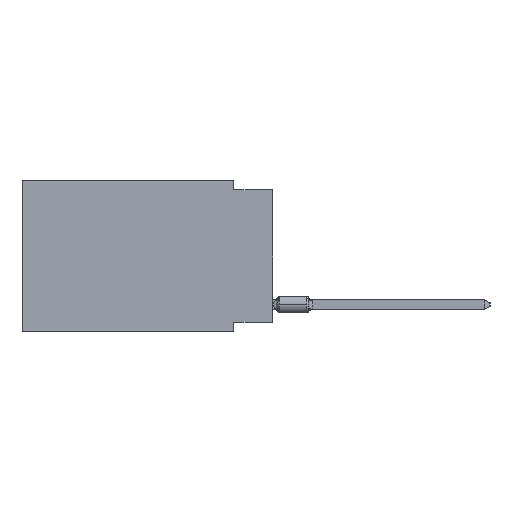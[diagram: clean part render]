
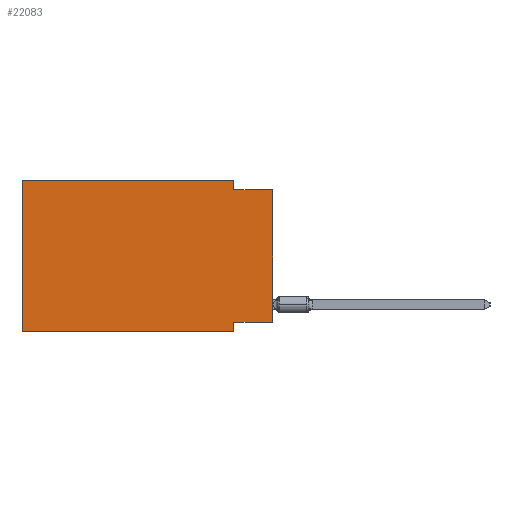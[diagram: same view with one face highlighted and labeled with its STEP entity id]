
A CAD part, left-side view. The second image highlights one B-rep face of the part: STEP entity #22083.
In plain terms, the highlighted planar face has unit normal (-1, 0, 0).
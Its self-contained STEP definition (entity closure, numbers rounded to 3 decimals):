
#173 = EDGE_CURVE ( 'NONE', #48956, #43254, #27650, .T. ) ;
#1200 = EDGE_CURVE ( 'NONE', #42785, #48956, #20356, .T. ) ;
#2240 = DIRECTION ( 'NONE',  ( 0., 0., 1. ) ) ;
#2749 = EDGE_CURVE ( 'NONE', #33413, #33494, #49440, .T. ) ;
#3703 = VECTOR ( 'NONE', #18904, 1000. ) ;
#5050 = CARTESIAN_POINT ( 'NONE',  ( 0., 16.383, 0. ) ) ;
#5853 = CARTESIAN_POINT ( 'NONE',  ( 0., 2.54, -0.635 ) ) ;
#6810 = EDGE_CURVE ( 'NONE', #33413, #51860, #46274, .T. ) ;
#7584 = VECTOR ( 'NONE', #53362, 1000. ) ;
#8572 = CARTESIAN_POINT ( 'NONE',  ( 0., 0., -9.271 ) ) ;
#10655 = EDGE_LOOP ( 'NONE', ( #52146, #38724, #22567, #45767, #26608, #47140, #20070, #39106 ) ) ;
#12367 = FACE_OUTER_BOUND ( 'NONE', #10655, .T. ) ;
#13895 = CARTESIAN_POINT ( 'NONE',  ( 0., 0., -0.635 ) ) ;
#15557 = DIRECTION ( 'NONE',  ( 0., 0., 1. ) ) ;
#15630 = CARTESIAN_POINT ( 'NONE',  ( 0., 16.383, 0. ) ) ;
#15921 = CARTESIAN_POINT ( 'NONE',  ( 0., 16.383, 0. ) ) ;
#16776 = DIRECTION ( 'NONE',  ( 0., 0., -1. ) ) ;
#16831 = DIRECTION ( 'NONE',  ( 1., 0., 0. ) ) ;
#18904 = DIRECTION ( 'NONE',  ( 0., -1., 0. ) ) ;
#19244 = CARTESIAN_POINT ( 'NONE',  ( 0., 0., -9.271 ) ) ;
#19514 = EDGE_CURVE ( 'NONE', #43254, #39446, #27466, .T. ) ;
#19626 = EDGE_CURVE ( 'NONE', #33494, #22486, #33512, .T. ) ;
#20070 = ORIENTED_EDGE ( 'NONE', *, *, #19626, .F. ) ;
#20113 = CARTESIAN_POINT ( 'NONE',  ( 0., 2.54, 0. ) ) ;
#20356 = LINE ( 'NONE', #15630, #36245 ) ;
#21403 = CARTESIAN_POINT ( 'NONE',  ( 0., 2.54, -9.271 ) ) ;
#22083 = ADVANCED_FACE ( 'NONE', ( #12367 ), #29923, .F. ) ;
#22486 = VERTEX_POINT ( 'NONE', #25401 ) ;
#22567 = ORIENTED_EDGE ( 'NONE', *, *, #19514, .F. ) ;
#24630 = CARTESIAN_POINT ( 'NONE',  ( 0., 16.383, 0. ) ) ;
#24986 = CARTESIAN_POINT ( 'NONE',  ( 0., 0., -0.635 ) ) ;
#25401 = CARTESIAN_POINT ( 'NONE',  ( 0., 2.54, -9.906 ) ) ;
#26137 = EDGE_CURVE ( 'NONE', #42785, #22486, #48384, .T. ) ;
#26608 = ORIENTED_EDGE ( 'NONE', *, *, #1200, .F. ) ;
#26842 = CARTESIAN_POINT ( 'NONE',  ( 0., 16.383, -9.906 ) ) ;
#27466 = LINE ( 'NONE', #20113, #27670 ) ;
#27650 = LINE ( 'NONE', #15921, #45020 ) ;
#27670 = VECTOR ( 'NONE', #48720, 1000. ) ;
#29382 = DIRECTION ( 'NONE',  ( 0., 0., -1. ) ) ;
#29923 = PLANE ( 'NONE',  #48878 ) ;
#31459 = LINE ( 'NONE', #13895, #3703 ) ;
#32737 = VECTOR ( 'NONE', #52285, 1000. ) ;
#33403 = CARTESIAN_POINT ( 'NONE',  ( 0., 0., 0. ) ) ;
#33413 = VERTEX_POINT ( 'NONE', #8572 ) ;
#33494 = VERTEX_POINT ( 'NONE', #21403 ) ;
#33512 = LINE ( 'NONE', #46108, #54524 ) ;
#35655 = CARTESIAN_POINT ( 'NONE',  ( 0., 16.383, -9.906 ) ) ;
#36245 = VECTOR ( 'NONE', #2240, 1000. ) ;
#38724 = ORIENTED_EDGE ( 'NONE', *, *, #48277, .F. ) ;
#39106 = ORIENTED_EDGE ( 'NONE', *, *, #2749, .F. ) ;
#39446 = VERTEX_POINT ( 'NONE', #5853 ) ;
#41050 = DIRECTION ( 'NONE',  ( 0., -1., 0. ) ) ;
#42785 = VERTEX_POINT ( 'NONE', #35655 ) ;
#43254 = VERTEX_POINT ( 'NONE', #44763 ) ;
#44763 = CARTESIAN_POINT ( 'NONE',  ( 0., 2.54, 0. ) ) ;
#45020 = VECTOR ( 'NONE', #41050, 1000. ) ;
#45767 = ORIENTED_EDGE ( 'NONE', *, *, #173, .F. ) ;
#46108 = CARTESIAN_POINT ( 'NONE',  ( 0., 2.54, -9.906 ) ) ;
#46274 = LINE ( 'NONE', #33403, #48987 ) ;
#47140 = ORIENTED_EDGE ( 'NONE', *, *, #26137, .T. ) ;
#48277 = EDGE_CURVE ( 'NONE', #39446, #51860, #31459, .T. ) ;
#48384 = LINE ( 'NONE', #26842, #32737 ) ;
#48720 = DIRECTION ( 'NONE',  ( 0., 0., -1. ) ) ;
#48878 = AXIS2_PLACEMENT_3D ( 'NONE', #24630, #16831, #29382 ) ;
#48956 = VERTEX_POINT ( 'NONE', #5050 ) ;
#48987 = VECTOR ( 'NONE', #15557, 1000. ) ;
#49440 = LINE ( 'NONE', #19244, #7584 ) ;
#51860 = VERTEX_POINT ( 'NONE', #24986 ) ;
#52146 = ORIENTED_EDGE ( 'NONE', *, *, #6810, .T. ) ;
#52285 = DIRECTION ( 'NONE',  ( 0., -1., 0. ) ) ;
#53362 = DIRECTION ( 'NONE',  ( 0., 1., 0. ) ) ;
#54524 = VECTOR ( 'NONE', #16776, 1000. ) ;
